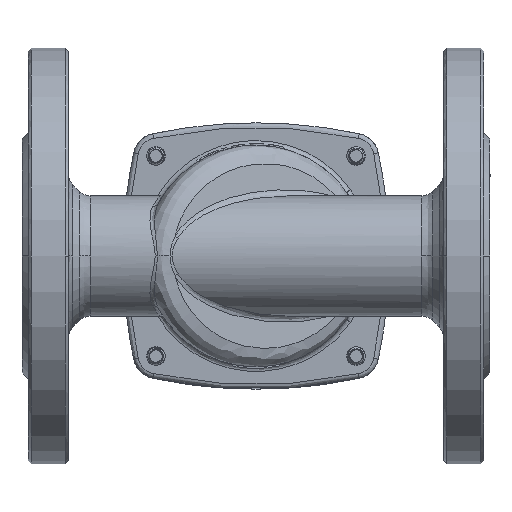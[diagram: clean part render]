
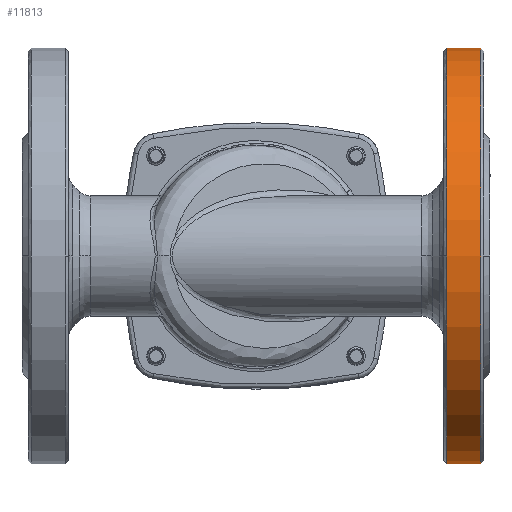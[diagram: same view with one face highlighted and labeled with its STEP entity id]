
A CAD part, front view. The second image highlights one B-rep face of the part: STEP entity #11813.
In plain terms, the highlighted cylindrical face has radius 67.5 mm (diameter 135 mm), a partial arc.
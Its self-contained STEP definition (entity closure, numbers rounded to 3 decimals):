
#4391 = EDGE_CURVE ( 'NONE', #13758, #71364, #40203, .T. ) ;
#6854 = CARTESIAN_POINT ( 'NONE',  ( 62., 0., 67.5 ) ) ;
#8538 = EDGE_LOOP ( 'NONE', ( #51892, #53703, #60617, #62355, #9335 ) ) ;
#9274 = EDGE_CURVE ( 'NONE', #58618, #71364, #41095, .T. ) ;
#9335 = ORIENTED_EDGE ( 'NONE', *, *, #9274, .F. ) ;
#10409 = DIRECTION ( 'NONE',  ( 1., 0., 0. ) ) ;
#10535 = EDGE_CURVE ( 'NONE', #58838, #13758, #47824, .T. ) ;
#11813 = ADVANCED_FACE ( 'NONE', ( #71917 ), #64948, .T. ) ;
#12698 = AXIS2_PLACEMENT_3D ( 'NONE', #37299, #89237, #44787 ) ;
#13758 = VERTEX_POINT ( 'NONE', #60767 ) ;
#18182 = VECTOR ( 'NONE', #53529, 1000. ) ;
#30860 = CARTESIAN_POINT ( 'NONE',  ( 62., 0., 67.5 ) ) ;
#37299 = CARTESIAN_POINT ( 'NONE',  ( 73., 0., 0. ) ) ;
#37709 = DIRECTION ( 'NONE',  ( 1., 0., 0. ) ) ;
#40006 = AXIS2_PLACEMENT_3D ( 'NONE', #82185, #37709, #89632 ) ;
#40203 = LINE ( 'NONE', #53636, #18182 ) ;
#40213 = CARTESIAN_POINT ( 'NONE',  ( 62., 0., 0. ) ) ;
#40553 = CARTESIAN_POINT ( 'NONE',  ( 62., 0., 0. ) ) ;
#41095 = CIRCLE ( 'NONE', #12698, 67.5 ) ;
#44787 = DIRECTION ( 'NONE',  ( 0., -1., 0. ) ) ;
#47669 = VECTOR ( 'NONE', #73547, 1000. ) ;
#47824 = CIRCLE ( 'NONE', #83095, 67.5 ) ;
#48051 = DIRECTION ( 'NONE',  ( 0., 0., -1. ) ) ;
#48454 = CARTESIAN_POINT ( 'NONE',  ( 73., 0., -67.5 ) ) ;
#51892 = ORIENTED_EDGE ( 'NONE', *, *, #89499, .F. ) ;
#53529 = DIRECTION ( 'NONE',  ( 1., 0., 0. ) ) ;
#53636 = CARTESIAN_POINT ( 'NONE',  ( 62., 0., -67.5 ) ) ;
#53703 = ORIENTED_EDGE ( 'NONE', *, *, #62960, .T. ) ;
#56086 = AXIS2_PLACEMENT_3D ( 'NONE', #40213, #10409, #92104 ) ;
#58618 = VERTEX_POINT ( 'NONE', #91720 ) ;
#58838 = VERTEX_POINT ( 'NONE', #67593 ) ;
#60617 = ORIENTED_EDGE ( 'NONE', *, *, #10535, .T. ) ;
#60767 = CARTESIAN_POINT ( 'NONE',  ( 62., 0., -67.5 ) ) ;
#62355 = ORIENTED_EDGE ( 'NONE', *, *, #4391, .T. ) ;
#62960 = EDGE_CURVE ( 'NONE', #69950, #58838, #94603, .T. ) ;
#64948 = CYLINDRICAL_SURFACE ( 'NONE', #56086, 67.5 ) ;
#67593 = CARTESIAN_POINT ( 'NONE',  ( 62., -67.5, 0. ) ) ;
#69678 = LINE ( 'NONE', #6854, #47669 ) ;
#69950 = VERTEX_POINT ( 'NONE', #30860 ) ;
#71364 = VERTEX_POINT ( 'NONE', #48454 ) ;
#71917 = FACE_OUTER_BOUND ( 'NONE', #8538, .T. ) ;
#73547 = DIRECTION ( 'NONE',  ( 1., 0., 0. ) ) ;
#82185 = CARTESIAN_POINT ( 'NONE',  ( 62., 0., 0. ) ) ;
#83095 = AXIS2_PLACEMENT_3D ( 'NONE', #40553, #92462, #48051 ) ;
#89237 = DIRECTION ( 'NONE',  ( 1., 0., 0. ) ) ;
#89499 = EDGE_CURVE ( 'NONE', #69950, #58618, #69678, .T. ) ;
#89632 = DIRECTION ( 'NONE',  ( 0., 0., -1. ) ) ;
#91720 = CARTESIAN_POINT ( 'NONE',  ( 73., 0., 67.5 ) ) ;
#92104 = DIRECTION ( 'NONE',  ( 0., 0., -1. ) ) ;
#92462 = DIRECTION ( 'NONE',  ( 1., 0., 0. ) ) ;
#94603 = CIRCLE ( 'NONE', #40006, 67.5 ) ;
